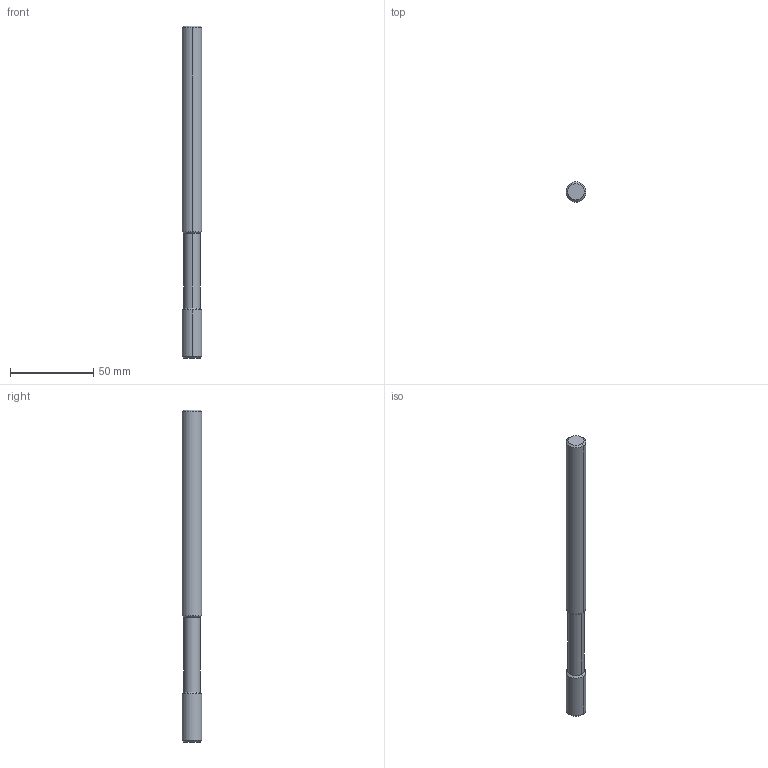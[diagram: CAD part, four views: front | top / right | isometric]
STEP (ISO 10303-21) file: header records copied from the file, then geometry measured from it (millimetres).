
FILE_DESCRIPTION(('STEP AP214'),'1');
FILE_NAME('HALDERN_EH_23040_0627.stp','2021-10-05T09:34:55',('TraceParts'),('TraceParts S.A.'),'Spatial InterOp 3D',' ',' ');
FILE_SCHEMA(('AUTOMOTIVE_DESIGN { 1 0 10303 214 1 1 1 1 }'));
Length unit declared in the file: millimetre
Products named in the file (1): HALDERN_EH_23040_0627
Bounding box: 12 x 12 x 200 mm (x, y, z)
Volume: 20879.5 mm3; surface area: 7435.4 mm2
Topology: 1 solids, 1 shells, 16 faces, 30 edges, 16 vertices
Faces by surface type: cone 8, cylinder 6, plane 2
Entity records: 546 total; most frequent: DIRECTION 80, CARTESIAN_POINT 63, ORIENTED_EDGE 60, AXIS2_PLACEMENT_3D 33, EDGE_CURVE 30, STYLED_ITEM 17, PRESENTATION_STYLE_ASSIGNMENT 17, SURFACE_STYLE_USAGE 17
